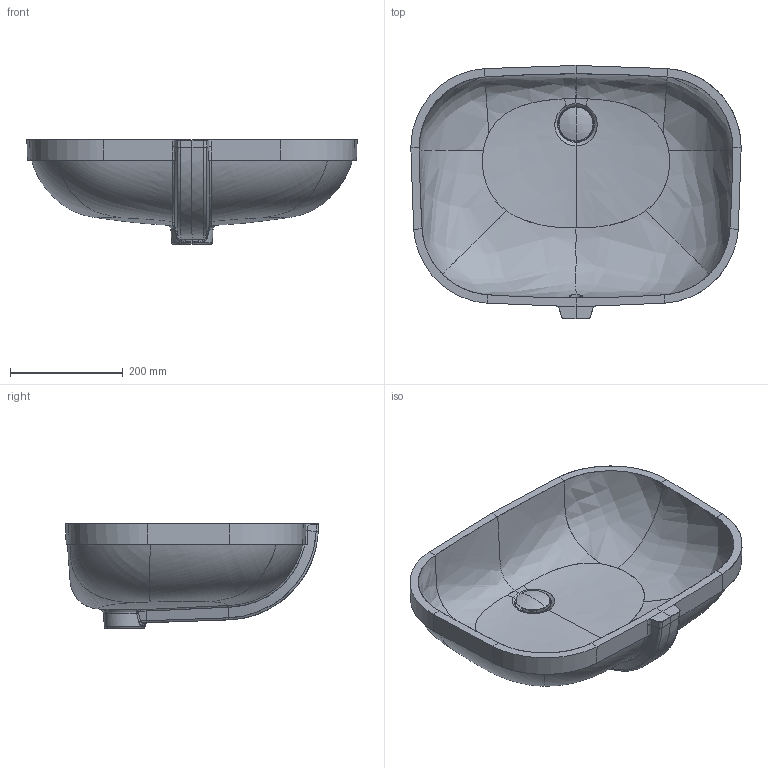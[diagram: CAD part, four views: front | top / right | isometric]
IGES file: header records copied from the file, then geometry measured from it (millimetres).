
Global section: file name: 55H033856.igs; native system: Rhinoceros ( Sep 13 2016 ); preprocessor: Trout Lake IGES 012 Sep 13 2016; date: 240820.070439; units: millimetre
Bounding box: 586 x 449.02 x 186 mm (x, y, z)
Surface area: 780687.9 mm2 (no closed solid volume)
Topology: 0 solids, 0 shells, 213 faces, 2641 edges, 2639 vertices
Faces by surface type: bspline 213
